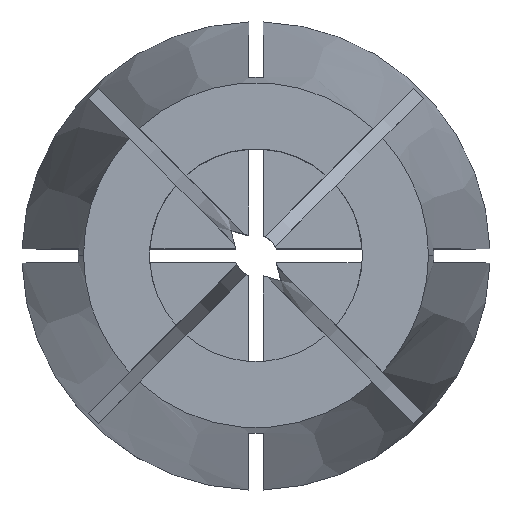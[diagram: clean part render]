
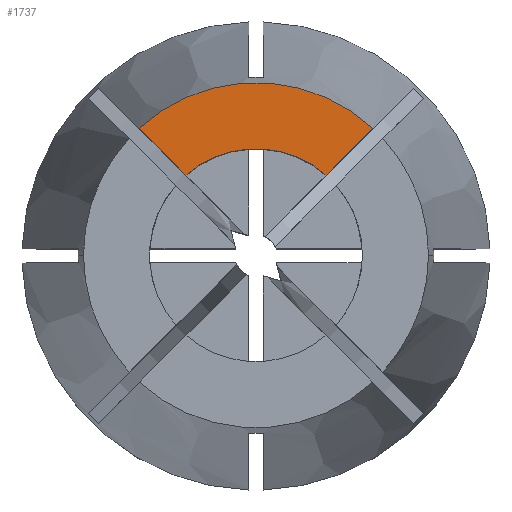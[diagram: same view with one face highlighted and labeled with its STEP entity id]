
A CAD part, top view. The second image highlights one B-rep face of the part: STEP entity #1737.
In plain terms, the highlighted planar face has unit normal (0, 0, 1).
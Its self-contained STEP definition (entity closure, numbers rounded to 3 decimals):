
#5 = LINE ( 'NONE', #2230, #297 ) ;
#26 = DIRECTION ( 'NONE',  ( 0., 0., 1. ) ) ;
#144 = VECTOR ( 'NONE', #1657, 1000. ) ;
#169 = CARTESIAN_POINT ( 'NONE',  ( 0., 0., 0. ) ) ;
#196 = VERTEX_POINT ( 'NONE', #1613 ) ;
#297 = VECTOR ( 'NONE', #1216, 1000. ) ;
#310 = CARTESIAN_POINT ( 'NONE',  ( -8.236, 8.943, 0. ) ) ;
#365 = FACE_OUTER_BOUND ( 'NONE', #877, .T. ) ;
#408 = CARTESIAN_POINT ( 'NONE',  ( 0., 0., 0. ) ) ;
#453 = DIRECTION ( 'NONE',  ( 0., 0., -1. ) ) ;
#478 = LINE ( 'NONE', #1381, #144 ) ;
#496 = ORIENTED_EDGE ( 'NONE', *, *, #1507, .T. ) ;
#565 = CIRCLE ( 'NONE', #626, 12.158 ) ;
#626 = AXIS2_PLACEMENT_3D ( 'NONE', #408, #26, #2050 ) ;
#653 = CARTESIAN_POINT ( 'NONE',  ( -4.938, 5.645, 0. ) ) ;
#705 = CARTESIAN_POINT ( 'NONE',  ( 0., 0., 0. ) ) ;
#877 = EDGE_LOOP ( 'NONE', ( #1499, #2494, #1035, #496 ) ) ;
#959 = AXIS2_PLACEMENT_3D ( 'NONE', #705, #453, #1909 ) ;
#1035 = ORIENTED_EDGE ( 'NONE', *, *, #2293, .T. ) ;
#1216 = DIRECTION ( 'NONE',  ( 0.707, -0.707, 0. ) ) ;
#1347 = PLANE ( 'NONE',  #959 ) ;
#1358 = DIRECTION ( 'NONE',  ( 1., 0., 0. ) ) ;
#1372 = DIRECTION ( 'NONE',  ( 0., 0., 1. ) ) ;
#1381 = CARTESIAN_POINT ( 'NONE',  ( -0.354, 0.354, 0. ) ) ;
#1499 = ORIENTED_EDGE ( 'NONE', *, *, #1703, .F. ) ;
#1507 = EDGE_CURVE ( 'NONE', #1845, #1606, #5, .T. ) ;
#1518 = VERTEX_POINT ( 'NONE', #1955 ) ;
#1606 = VERTEX_POINT ( 'NONE', #653 ) ;
#1613 = CARTESIAN_POINT ( 'NONE',  ( 8.236, 8.943, 0. ) ) ;
#1657 = DIRECTION ( 'NONE',  ( 0.707, 0.707, 0. ) ) ;
#1703 = EDGE_CURVE ( 'NONE', #1518, #1606, #1888, .T. ) ;
#1737 = ADVANCED_FACE ( 'NONE', ( #365 ), #1347, .F. ) ;
#1845 = VERTEX_POINT ( 'NONE', #310 ) ;
#1888 = CIRCLE ( 'NONE', #2276, 7.5 ) ;
#1909 = DIRECTION ( 'NONE',  ( -1., 0., 0. ) ) ;
#1955 = CARTESIAN_POINT ( 'NONE',  ( 4.938, 5.645, 0. ) ) ;
#2050 = DIRECTION ( 'NONE',  ( 1., 0., 0. ) ) ;
#2157 = EDGE_CURVE ( 'NONE', #1518, #196, #478, .T. ) ;
#2230 = CARTESIAN_POINT ( 'NONE',  ( 0.354, 0.354, 0. ) ) ;
#2276 = AXIS2_PLACEMENT_3D ( 'NONE', #169, #1372, #1358 ) ;
#2293 = EDGE_CURVE ( 'NONE', #196, #1845, #565, .T. ) ;
#2494 = ORIENTED_EDGE ( 'NONE', *, *, #2157, .T. ) ;
